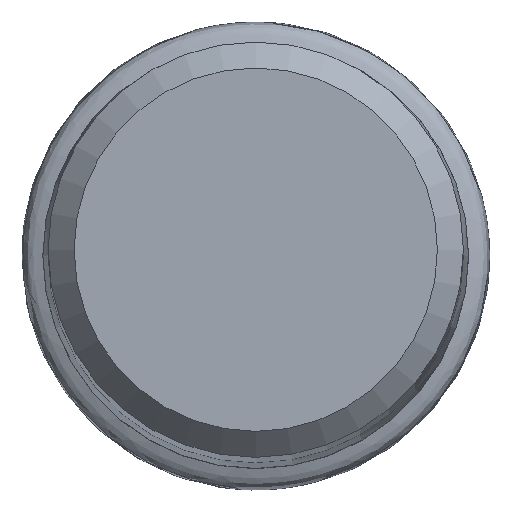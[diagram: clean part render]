
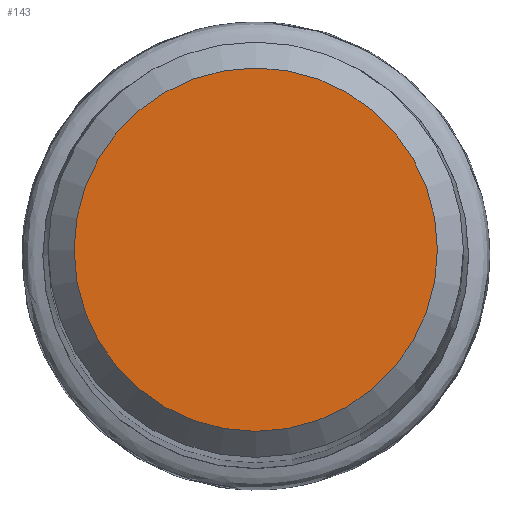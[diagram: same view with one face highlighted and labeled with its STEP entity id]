
A CAD part, top view. The second image highlights one B-rep face of the part: STEP entity #143.
In plain terms, the highlighted planar face has unit normal (0, 0, 1).
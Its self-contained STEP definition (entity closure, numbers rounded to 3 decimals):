
#112=FACE_OUTER_BOUND('',#232,.T.);
#115=PLANE('',#459);
#143=ADVANCED_FACE('CU_SU3',(#112),#115,.F.);
#232=EDGE_LOOP('',(#276));
#276=ORIENTED_EDGE('',*,*,#324,.F.);
#301=VERTEX_POINT('',#649);
#324=EDGE_CURVE('',#301,#301,#346,.T.);
#346=CIRCLE('',#458,6.997);
#458=AXIS2_PLACEMENT_3D('',#648,#559,#560);
#459=AXIS2_PLACEMENT_3D('',#650,#561,#562);
#559=DIRECTION('',(0.,0.,-1.));
#560=DIRECTION('',(-1.,0.,0.));
#561=DIRECTION('',(0.,0.,-1.));
#562=DIRECTION('',(-1.,0.,0.));
#648=CARTESIAN_POINT('',(0.,0.,0.));
#649=CARTESIAN_POINT('',(-6.997,0.,0.));
#650=CARTESIAN_POINT('',(0.,0.,0.));
